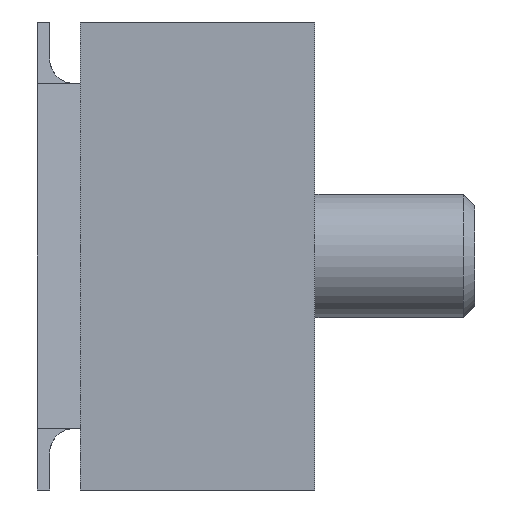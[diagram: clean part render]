
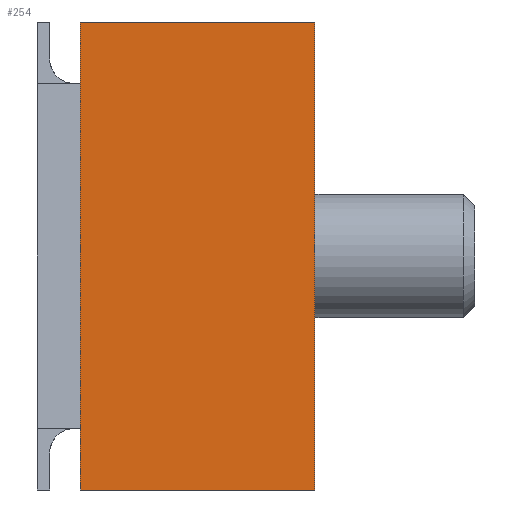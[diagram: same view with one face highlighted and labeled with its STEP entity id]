
A CAD part, left-side view. The second image highlights one B-rep face of the part: STEP entity #254.
In plain terms, the highlighted face is planar.
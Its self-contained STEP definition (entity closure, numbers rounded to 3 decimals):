
#254 = ADVANCED_FACE( '', ( #502 ), #503, .F. );
#502 = FACE_OUTER_BOUND( '', #832, .T. );
#503 = PLANE( '', #833 );
#832 = EDGE_LOOP( '', ( #1200, #1201, #1202, #1203 ) );
#833 = AXIS2_PLACEMENT_3D( '', #1204, #1205, #1206 );
#1200 = ORIENTED_EDGE( '', *, *, #1879, .T. );
#1201 = ORIENTED_EDGE( '', *, *, #1880, .F. );
#1202 = ORIENTED_EDGE( '', *, *, #1881, .F. );
#1203 = ORIENTED_EDGE( '', *, *, #1882, .T. );
#1204 = CARTESIAN_POINT( '', ( 16., 0., 19. ) );
#1205 = DIRECTION( '', ( -1., 0., 0. ) );
#1206 = DIRECTION( '', ( 0., 0., 1. ) );
#1879 = EDGE_CURVE( '', #2218, #2219, #2220, .T. );
#1880 = EDGE_CURVE( '', #2221, #2219, #2222, .T. );
#1881 = EDGE_CURVE( '', #2223, #2221, #2224, .T. );
#1882 = EDGE_CURVE( '', #2223, #2218, #2225, .T. );
#2218 = VERTEX_POINT( '', #2681 );
#2219 = VERTEX_POINT( '', #2682 );
#2220 = LINE( '', #2683, #2684 );
#2221 = VERTEX_POINT( '', #2685 );
#2222 = LINE( '', #2686, #2687 );
#2223 = VERTEX_POINT( '', #2688 );
#2224 = LINE( '', #2689, #2690 );
#2225 = LINE( '', #2691, #2692 );
#2681 = CARTESIAN_POINT( '', ( 16., 0., -19. ) );
#2682 = CARTESIAN_POINT( '', ( 16., 19., -19. ) );
#2683 = CARTESIAN_POINT( '', ( 16., 0., -19. ) );
#2684 = VECTOR( '', #3135, 1000. );
#2685 = CARTESIAN_POINT( '', ( 16., 19., 19. ) );
#2686 = CARTESIAN_POINT( '', ( 16., 19., 19. ) );
#2687 = VECTOR( '', #3136, 1000. );
#2688 = CARTESIAN_POINT( '', ( 16., 0., 19. ) );
#2689 = CARTESIAN_POINT( '', ( 16., 0., 19. ) );
#2690 = VECTOR( '', #3137, 1000. );
#2691 = CARTESIAN_POINT( '', ( 16., 0., 19. ) );
#2692 = VECTOR( '', #3138, 1000. );
#3135 = DIRECTION( '', ( 0., 1., 0. ) );
#3136 = DIRECTION( '', ( 0., 0., -1. ) );
#3137 = DIRECTION( '', ( 0., 1., 0. ) );
#3138 = DIRECTION( '', ( 0., 0., -1. ) );
